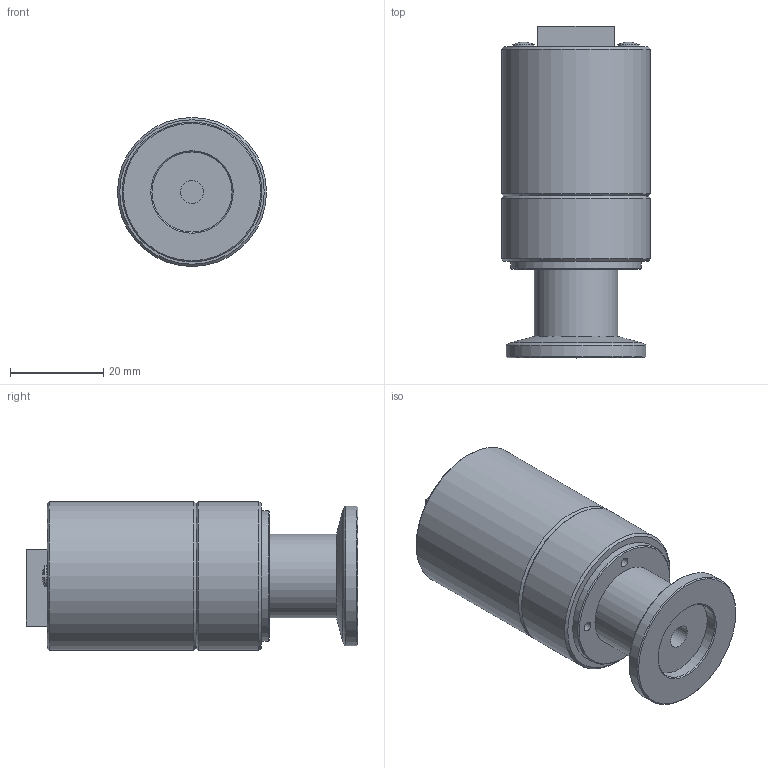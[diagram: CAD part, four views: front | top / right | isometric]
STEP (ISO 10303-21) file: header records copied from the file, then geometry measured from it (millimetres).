
FILE_DESCRIPTION(/* description */ ('STEP AP203'),/* implementation_level */ '2;1');
FILE_NAME(/* name */ 'TTR92_TTR97 (1).stp',/* time_stamp */ '2025-10-24T14:21:06+02:00',/* author */ ('DVONKRIEGSTE'),/* organization */ (''),/* preprocessor_version */ 'ST-DEVELOPER v18.1',/* originating_system */ 'Autodesk Inventor 2021',/* authorisation */ '');
FILE_SCHEMA (('AUTOMOTIVE_DESIGN { 1 0 10303 214 3 1 1 }'));
Length unit declared in the file: millimetre
Products named in the file (1): TTR92_TTR97 (1)
Bounding box: 32 x 71.25 x 32 mm (x, y, z)
Volume: 19462.1 mm3; surface area: 16296.4 mm2
Topology: 5 solids, 5 shells, 99 faces, 234 edges, 151 vertices
Faces by surface type: plane 48, cylinder 29, cone 17, sphere 4, torus 1
Full cylindrical faces by diameter (mm): 2.05 x4, 2.5 x2, 2.6 x2, 2.9 x2, 5 x1, 10.9 x1, 12.8 x1, 15.4 x1, 17.2 x1, 18 x1, 28 x2, 30 x1, 32 x2
Entity records: 2976 total; most frequent: DIRECTION 514, CARTESIAN_POINT 509, ORIENTED_EDGE 468, EDGE_CURVE 234, AXIS2_PLACEMENT_3D 188, VERTEX_POINT 151, LINE 138, VECTOR 138
